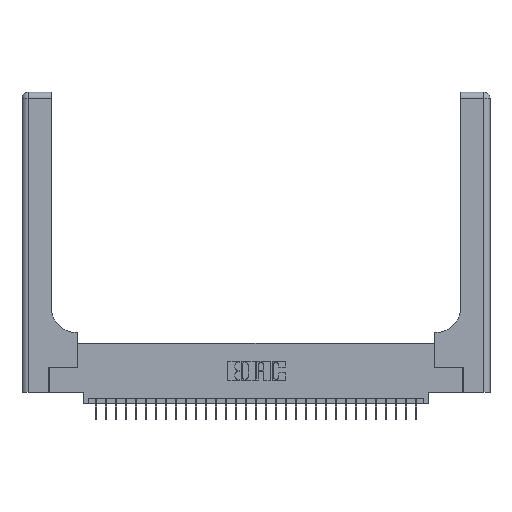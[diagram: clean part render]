
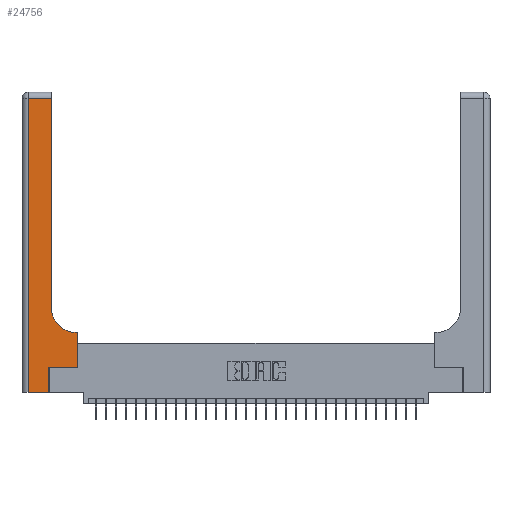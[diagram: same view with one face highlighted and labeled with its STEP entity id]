
A CAD part, top view. The second image highlights one B-rep face of the part: STEP entity #24756.
In plain terms, the highlighted planar face has unit normal (0, 0, 1).
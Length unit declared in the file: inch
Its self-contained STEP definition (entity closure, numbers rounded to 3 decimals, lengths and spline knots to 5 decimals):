
#886 = EDGE_CURVE ( 'NONE', #26247, #17287, #11073, .T. ) ;
#1446 = DIRECTION ( 'NONE',  ( 0., 1., 0. ) ) ;
#2094 = CARTESIAN_POINT ( 'NONE',  ( 0., 3., 0.37 ) ) ;
#2430 = CARTESIAN_POINT ( 'NONE',  ( 0.06, 0., 0.37 ) ) ;
#2570 = CARTESIAN_POINT ( 'NONE',  ( 0.269, 0., 0.37 ) ) ;
#3877 = EDGE_CURVE ( 'NONE', #10176, #26247, #18330, .T. ) ;
#3939 = DIRECTION ( 'NONE',  ( 1., 0., 0. ) ) ;
#4214 = VECTOR ( 'NONE', #22337, 39.37008 ) ;
#4613 = DIRECTION ( 'NONE',  ( 0., 0., -1. ) ) ;
#4825 = PLANE ( 'NONE',  #6961 ) ;
#5467 = VECTOR ( 'NONE', #1446, 39.37008 ) ;
#6263 = ORIENTED_EDGE ( 'NONE', *, *, #26475, .T. ) ;
#6346 = LINE ( 'NONE', #12144, #24807 ) ;
#6777 = CARTESIAN_POINT ( 'NONE',  ( 0., 0., 0.37 ) ) ;
#6961 = AXIS2_PLACEMENT_3D ( 'NONE', #2094, #4613, #22219 ) ;
#7170 = DIRECTION ( 'NONE',  ( -1., 0., 0. ) ) ;
#7761 = CARTESIAN_POINT ( 'NONE',  ( 0., 2.94, 0.37 ) ) ;
#8647 = CARTESIAN_POINT ( 'NONE',  ( 0.269, 0.25, 0.37 ) ) ;
#9115 = CARTESIAN_POINT ( 'NONE',  ( 0.5415, 0.85, 0.37 ) ) ;
#10176 = VERTEX_POINT ( 'NONE', #12632 ) ;
#10371 = ORIENTED_EDGE ( 'NONE', *, *, #886, .T. ) ;
#10494 = EDGE_CURVE ( 'NONE', #23741, #10176, #29421, .T. ) ;
#10797 = CARTESIAN_POINT ( 'NONE',  ( 0.2915, 2.94, 0.37 ) ) ;
#11073 = CIRCLE ( 'NONE', #28626, 0.25 ) ;
#11460 = VECTOR ( 'NONE', #28312, 39.37008 ) ;
#11489 = VECTOR ( 'NONE', #17129, 39.37008 ) ;
#11637 = CARTESIAN_POINT ( 'NONE',  ( 0.5585, 0.25, 0.37 ) ) ;
#12144 = CARTESIAN_POINT ( 'NONE',  ( 0.06, 3., 0.37 ) ) ;
#12632 = CARTESIAN_POINT ( 'NONE',  ( 0.5585, 0.6, 0.37 ) ) ;
#12803 = VECTOR ( 'NONE', #7170, 39.37008 ) ;
#12936 = ORIENTED_EDGE ( 'NONE', *, *, #3877, .T. ) ;
#13660 = LINE ( 'NONE', #14560, #4214 ) ;
#13918 = ORIENTED_EDGE ( 'NONE', *, *, #18317, .T. ) ;
#14560 = CARTESIAN_POINT ( 'NONE',  ( 0.269, 0., 0.37 ) ) ;
#14625 = FACE_OUTER_BOUND ( 'NONE', #22601, .T. ) ;
#14870 = VERTEX_POINT ( 'NONE', #2570 ) ;
#15625 = CARTESIAN_POINT ( 'NONE',  ( 0.269, 0.25, 0.37 ) ) ;
#17129 = DIRECTION ( 'NONE',  ( 1., 0., 0. ) ) ;
#17287 = VERTEX_POINT ( 'NONE', #27579 ) ;
#18317 = EDGE_CURVE ( 'NONE', #14870, #24547, #13660, .T. ) ;
#18330 = LINE ( 'NONE', #24762, #12803 ) ;
#18873 = EDGE_CURVE ( 'NONE', #21586, #24370, #23928, .T. ) ;
#19048 = ORIENTED_EDGE ( 'NONE', *, *, #10494, .T. ) ;
#20373 = VECTOR ( 'NONE', #21954, 39.37008 ) ;
#21453 = CARTESIAN_POINT ( 'NONE',  ( 0.2915, 3., 0.37 ) ) ;
#21586 = VERTEX_POINT ( 'NONE', #10797 ) ;
#21954 = DIRECTION ( 'NONE',  ( 0., 1., 0. ) ) ;
#22219 = DIRECTION ( 'NONE',  ( -1., 0., 0. ) ) ;
#22337 = DIRECTION ( 'NONE',  ( 0., 1., 0. ) ) ;
#22601 = EDGE_LOOP ( 'NONE', ( #6263, #32329, #31648, #31189, #13918, #28912, #19048, #12936, #10371 ) ) ;
#22622 = DIRECTION ( 'NONE',  ( -1., 0., 0. ) ) ;
#22985 = VERTEX_POINT ( 'NONE', #2430 ) ;
#23741 = VERTEX_POINT ( 'NONE', #25695 ) ;
#23928 = LINE ( 'NONE', #7761, #29239 ) ;
#24071 = LINE ( 'NONE', #6777, #11489 ) ;
#24370 = VERTEX_POINT ( 'NONE', #30910 ) ;
#24547 = VERTEX_POINT ( 'NONE', #8647 ) ;
#24756 = ADVANCED_FACE ( 'NONE', ( #14625 ), #4825, .F. ) ;
#24762 = CARTESIAN_POINT ( 'NONE',  ( 0.2915, 0.6, 0.37 ) ) ;
#24807 = VECTOR ( 'NONE', #26963, 39.37008 ) ;
#25029 = EDGE_CURVE ( 'NONE', #24547, #23741, #32222, .T. ) ;
#25407 = EDGE_CURVE ( 'NONE', #22985, #14870, #24071, .T. ) ;
#25498 = CARTESIAN_POINT ( 'NONE',  ( 0.5415, 0.6, 0.37 ) ) ;
#25695 = CARTESIAN_POINT ( 'NONE',  ( 0.5585, 0.25, 0.37 ) ) ;
#25974 = EDGE_CURVE ( 'NONE', #24370, #22985, #6346, .T. ) ;
#26247 = VERTEX_POINT ( 'NONE', #25498 ) ;
#26475 = EDGE_CURVE ( 'NONE', #17287, #21586, #31804, .T. ) ;
#26963 = DIRECTION ( 'NONE',  ( 0., -1., 0. ) ) ;
#27579 = CARTESIAN_POINT ( 'NONE',  ( 0.2915, 0.85, 0.37 ) ) ;
#28312 = DIRECTION ( 'NONE',  ( 1., 0., 0. ) ) ;
#28626 = AXIS2_PLACEMENT_3D ( 'NONE', #9115, #31480, #3939 ) ;
#28912 = ORIENTED_EDGE ( 'NONE', *, *, #25029, .T. ) ;
#29239 = VECTOR ( 'NONE', #22622, 39.37008 ) ;
#29421 = LINE ( 'NONE', #11637, #20373 ) ;
#30910 = CARTESIAN_POINT ( 'NONE',  ( 0.06, 2.94, 0.37 ) ) ;
#31189 = ORIENTED_EDGE ( 'NONE', *, *, #25407, .T. ) ;
#31480 = DIRECTION ( 'NONE',  ( 0., 0., -1. ) ) ;
#31648 = ORIENTED_EDGE ( 'NONE', *, *, #25974, .T. ) ;
#31804 = LINE ( 'NONE', #21453, #5467 ) ;
#32222 = LINE ( 'NONE', #15625, #11460 ) ;
#32329 = ORIENTED_EDGE ( 'NONE', *, *, #18873, .T. ) ;
